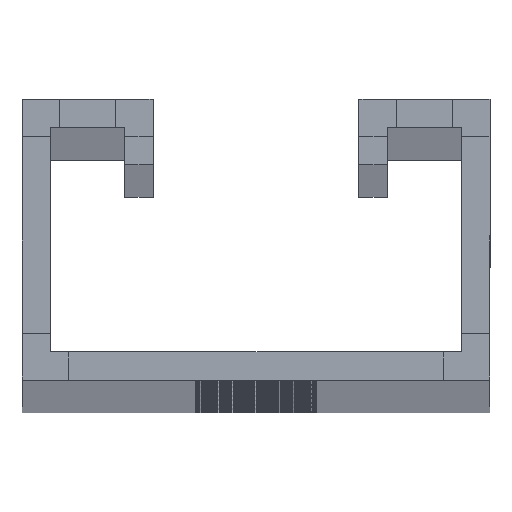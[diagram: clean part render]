
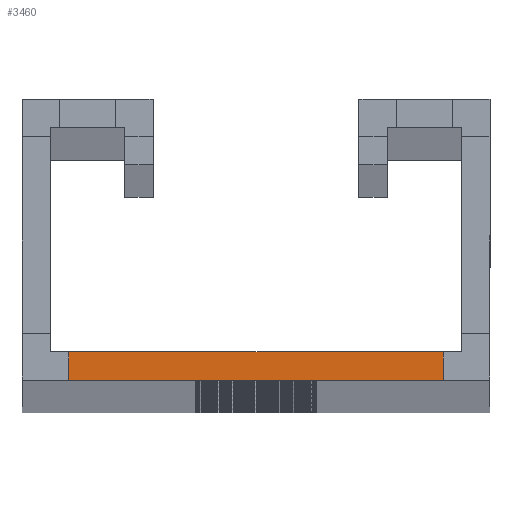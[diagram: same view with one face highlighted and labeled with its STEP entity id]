
A CAD part, top view. The second image highlights one B-rep face of the part: STEP entity #3460.
In plain terms, the highlighted planar face has unit normal (0, 0, 1).
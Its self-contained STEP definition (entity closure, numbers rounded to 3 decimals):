
#22 = EDGE_CURVE ( 'NONE', #4302, #5716, #6675, .T. ) ;
#214 = VERTEX_POINT ( 'NONE', #2270 ) ;
#257 = CARTESIAN_POINT ( 'NONE',  ( -25., -30., 2000. ) ) ;
#297 = VECTOR ( 'NONE', #3470, 1000. ) ;
#400 = VECTOR ( 'NONE', #5606, 1000. ) ;
#442 = DIRECTION ( 'NONE',  ( 1., 0., 0. ) ) ;
#556 = ORIENTED_EDGE ( 'NONE', *, *, #2351, .T. ) ;
#1070 = ORIENTED_EDGE ( 'NONE', *, *, #2469, .F. ) ;
#1164 = AXIS2_PLACEMENT_3D ( 'NONE', #1395, #1998, #442 ) ;
#1321 = CARTESIAN_POINT ( 'NONE',  ( -25., -27., 2000. ) ) ;
#1333 = ORIENTED_EDGE ( 'NONE', *, *, #22, .T. ) ;
#1395 = CARTESIAN_POINT ( 'NONE',  ( 22., -25., 2000. ) ) ;
#1585 = EDGE_CURVE ( 'NONE', #5716, #2656, #1984, .T. ) ;
#1984 = LINE ( 'NONE', #4539, #400 ) ;
#1998 = DIRECTION ( 'NONE',  ( 0., 0., 1. ) ) ;
#2270 = CARTESIAN_POINT ( 'NONE',  ( 20., -30., 2000. ) ) ;
#2351 = EDGE_CURVE ( 'NONE', #214, #4302, #3245, .T. ) ;
#2469 = EDGE_CURVE ( 'NONE', #214, #2656, #5078, .T. ) ;
#2656 = VERTEX_POINT ( 'NONE', #4228 ) ;
#2796 = VECTOR ( 'NONE', #3343, 1000. ) ;
#2885 = CARTESIAN_POINT ( 'NONE',  ( -20., -27., 2000. ) ) ;
#3245 = LINE ( 'NONE', #5381, #3400 ) ;
#3343 = DIRECTION ( 'NONE',  ( -1., 0., 0. ) ) ;
#3373 = ORIENTED_EDGE ( 'NONE', *, *, #1585, .T. ) ;
#3400 = VECTOR ( 'NONE', #6410, 1000. ) ;
#3460 = ADVANCED_FACE ( 'NONE', ( #4065 ), #6218, .T. ) ;
#3470 = DIRECTION ( 'NONE',  ( -1., 0., 0. ) ) ;
#4065 = FACE_OUTER_BOUND ( 'NONE', #5360, .T. ) ;
#4228 = CARTESIAN_POINT ( 'NONE',  ( -20., -30., 2000. ) ) ;
#4302 = VERTEX_POINT ( 'NONE', #6369 ) ;
#4539 = CARTESIAN_POINT ( 'NONE',  ( -20., -27., 2000. ) ) ;
#5078 = LINE ( 'NONE', #257, #2796 ) ;
#5360 = EDGE_LOOP ( 'NONE', ( #1070, #556, #1333, #3373 ) ) ;
#5381 = CARTESIAN_POINT ( 'NONE',  ( 20., -30., 2000. ) ) ;
#5606 = DIRECTION ( 'NONE',  ( 0., -1., 0. ) ) ;
#5716 = VERTEX_POINT ( 'NONE', #2885 ) ;
#6218 = PLANE ( 'NONE',  #1164 ) ;
#6369 = CARTESIAN_POINT ( 'NONE',  ( 20., -27., 2000. ) ) ;
#6410 = DIRECTION ( 'NONE',  ( 0., 1., 0. ) ) ;
#6675 = LINE ( 'NONE', #1321, #297 ) ;
